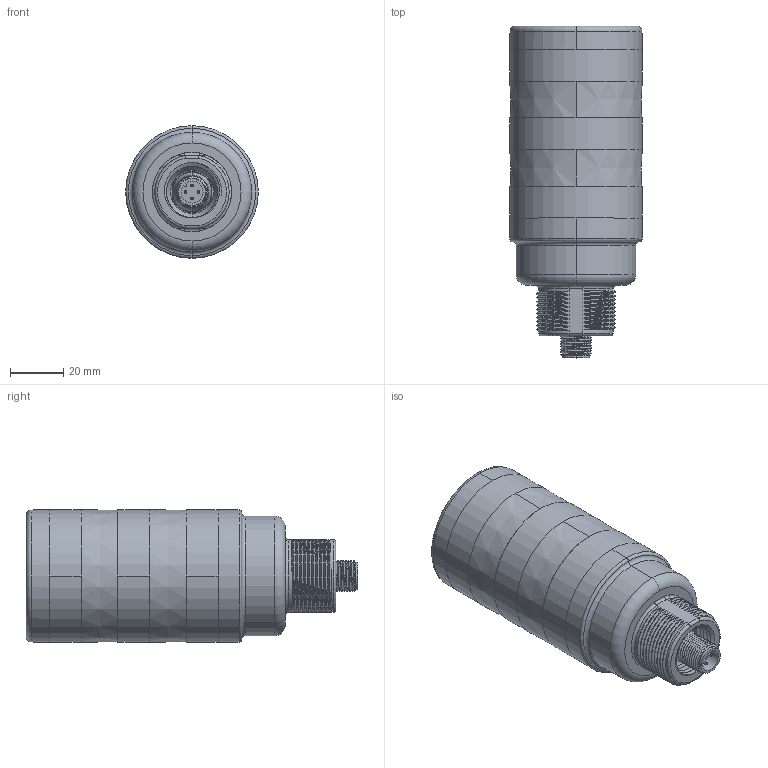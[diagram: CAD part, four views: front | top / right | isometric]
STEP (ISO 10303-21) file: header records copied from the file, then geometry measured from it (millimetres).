
FILE_DESCRIPTION((''),'2;1');
FILE_NAME('160285_ASM','2022-04-18T09:48:54',('PDMAdmin'),('BANNER ENGINEERING'),'CREO PARAMETRIC BY PTC INC, 2019292','CREO PARAMETRIC BY PTC INC, 2019292','');
FILE_SCHEMA(('CONFIG_CONTROL_DESIGN'));
Products named in the file (8): 159072; 141960; 188201; 158231_WEB; 158948; 158946; 154300; 160285_ASM
Assembly tree (10 placements, depth 2):
  160285_ASM
    159072
    141960
    188201
    158231_WEB  x3
    158948  x2
    158946
    154300
Bounding box: 50 x 125.15 x 50 mm (x, y, z)
Volume: 70431.4 mm3; surface area: 78397.1 mm2
Topology: 10 solids, 10 shells, 1189 faces, 3074 edges, 1993 vertices
Faces by surface type: plane 509, cylinder 364, bspline 134, cone 130, torus 52
Entity records: 59247 total; most frequent: CARTESIAN_POINT 39383, ORIENTED_EDGE 4316, DIRECTION 3796, EDGE_CURVE 2158, AXIS2_PLACEMENT_3D 1405, VERTEX_POINT 1389, VECTOR 986, LINE 986
